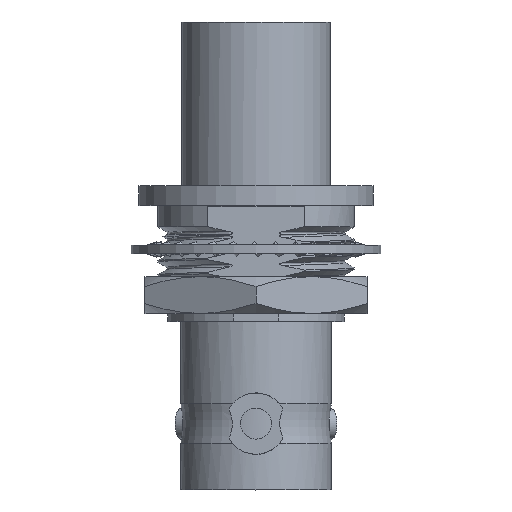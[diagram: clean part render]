
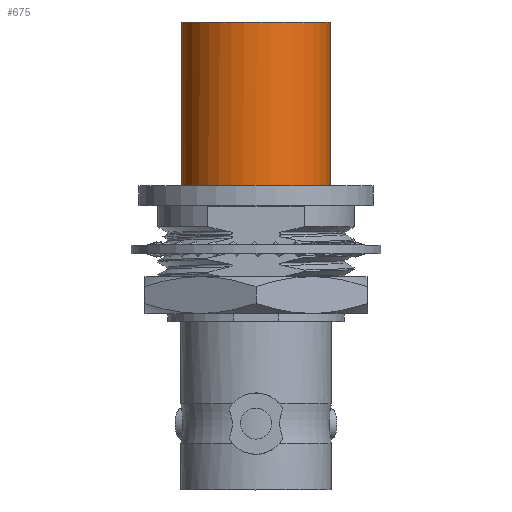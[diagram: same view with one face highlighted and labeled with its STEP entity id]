
A CAD part, top view. The second image highlights one B-rep face of the part: STEP entity #675.
In plain terms, the highlighted cylindrical face has radius 4.763 mm (diameter 9.525 mm), a full revolution.
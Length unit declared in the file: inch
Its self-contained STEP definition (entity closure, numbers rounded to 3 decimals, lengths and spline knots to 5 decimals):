
#675 = ADVANCED_FACE( '', ( #1580, #1581 ), #1582, .T. );
#1580 = FACE_OUTER_BOUND( '', #3772, .T. );
#1581 = FACE_OUTER_BOUND( '', #3773, .T. );
#1582 = CYLINDRICAL_SURFACE( '', #3774, 0.1875 );
#3772 = EDGE_LOOP( '', ( #8672 ) );
#3773 = EDGE_LOOP( '', ( #8673, #8674, #8675, #8676, #8677, #8678, #8679, #8680 ) );
#3774 = AXIS2_PLACEMENT_3D( '', #8681, #8682, #8683 );
#8672 = ORIENTED_EDGE( '', *, *, #11404, .F. );
#8673 = ORIENTED_EDGE( '', *, *, #10923, .F. );
#8674 = ORIENTED_EDGE( '', *, *, #10973, .F. );
#8675 = ORIENTED_EDGE( '', *, *, #11405, .T. );
#8676 = ORIENTED_EDGE( '', *, *, #11406, .T. );
#8677 = ORIENTED_EDGE( '', *, *, #11407, .F. );
#8678 = ORIENTED_EDGE( '', *, *, #11408, .T. );
#8679 = ORIENTED_EDGE( '', *, *, #11409, .F. );
#8680 = ORIENTED_EDGE( '', *, *, #11410, .T. );
#8681 = CARTESIAN_POINT( '', ( 0., -0.5, 0. ) );
#8682 = DIRECTION( '', ( 0., -1., 0. ) );
#8683 = DIRECTION( '', ( 1., 0., 0. ) );
#10923 = EDGE_CURVE( '', #12764, #12759, #12766, .T. );
#10973 = EDGE_CURVE( '', #12849, #12764, #12851, .T. );
#11404 = EDGE_CURVE( '', #13569, #13569, #13570, .T. );
#11405 = EDGE_CURVE( '', #12849, #13571, #13572, .T. );
#11406 = EDGE_CURVE( '', #13571, #13573, #13574, .T. );
#11407 = EDGE_CURVE( '', #13575, #13573, #13576, .T. );
#11408 = EDGE_CURVE( '', #13575, #13577, #13578, .T. );
#11409 = EDGE_CURVE( '', #13579, #13577, #13580, .T. );
#11410 = EDGE_CURVE( '', #13579, #12759, #13581, .T. );
#12759 = VERTEX_POINT( '', #16075 );
#12764 = VERTEX_POINT( '', #16081 );
#12766 = LINE( '', #16083, #16084 );
#12849 = VERTEX_POINT( '', #16236 );
#12851 = CIRCLE( '', #16238, 0.1875 );
#13569 = VERTEX_POINT( '', #17637 );
#13570 = CIRCLE( '', #17638, 0.1875 );
#13571 = VERTEX_POINT( '', #17639 );
#13572 = LINE( '', #17640, #17641 );
#13573 = VERTEX_POINT( '', #17642 );
#13574 = CIRCLE( '', #17643, 0.1875 );
#13575 = VERTEX_POINT( '', #17644 );
#13576 = LINE( '', #17645, #17646 );
#13577 = VERTEX_POINT( '', #17647 );
#13578 = CIRCLE( '', #17648, 0.1875 );
#13579 = VERTEX_POINT( '', #17649 );
#13580 = LINE( '', #17650, #17651 );
#13581 = CIRCLE( '', #17652, 0.1875 );
#16075 = CARTESIAN_POINT( '', ( 0.1644, 0.093, -0.09016 ) );
#16081 = CARTESIAN_POINT( '', ( 0.1644, 0.413, -0.09016 ) );
#16083 = CARTESIAN_POINT( '', ( 0.1644, 0.413, -0.09016 ) );
#16084 = VECTOR( '', #19599, 39.37008 );
#16236 = CARTESIAN_POINT( '', ( -0.1644, 0.413, -0.09016 ) );
#16238 = AXIS2_PLACEMENT_3D( '', #19655, #19656, #19657 );
#17637 = CARTESIAN_POINT( '', ( 0.1875, 0., 0. ) );
#17638 = AXIS2_PLACEMENT_3D( '', #20195, #20196, #20197 );
#17639 = CARTESIAN_POINT( '', ( -0.1644, 0.093, -0.09016 ) );
#17640 = CARTESIAN_POINT( '', ( -0.1644, 0.413, -0.09016 ) );
#17641 = VECTOR( '', #20198, 39.37008 );
#17642 = CARTESIAN_POINT( '', ( -0.07109, 0.093, -0.1735 ) );
#17643 = AXIS2_PLACEMENT_3D( '', #20199, #20200, #20201 );
#17644 = CARTESIAN_POINT( '', ( -0.07109, 0.038, -0.1735 ) );
#17645 = CARTESIAN_POINT( '', ( -0.07109, -0.5, -0.1735 ) );
#17646 = VECTOR( '', #20202, 39.37008 );
#17647 = CARTESIAN_POINT( '', ( 0.07109, 0.038, -0.1735 ) );
#17648 = AXIS2_PLACEMENT_3D( '', #20203, #20204, #20205 );
#17649 = CARTESIAN_POINT( '', ( 0.07109, 0.093, -0.1735 ) );
#17650 = CARTESIAN_POINT( '', ( 0.07109, -0.5, -0.1735 ) );
#17651 = VECTOR( '', #20206, 39.37008 );
#17652 = AXIS2_PLACEMENT_3D( '', #20207, #20208, #20209 );
#19599 = DIRECTION( '', ( 0., -1., 0. ) );
#19655 = CARTESIAN_POINT( '', ( 0., 0.413, 0. ) );
#19656 = DIRECTION( '', ( 0., 1., 0. ) );
#19657 = DIRECTION( '', ( 0., 0., -1. ) );
#20195 = CARTESIAN_POINT( '', ( 0., 0., 0. ) );
#20196 = DIRECTION( '', ( 0., -1., 0. ) );
#20197 = DIRECTION( '', ( 1., 0., 0. ) );
#20198 = DIRECTION( '', ( 0., -1., 0. ) );
#20199 = CARTESIAN_POINT( '', ( 0., 0.093, 0. ) );
#20200 = DIRECTION( '', ( 0., -1., 0. ) );
#20201 = DIRECTION( '', ( 1., 0., 0. ) );
#20202 = DIRECTION( '', ( 0., 1., 0. ) );
#20203 = CARTESIAN_POINT( '', ( 0., 0.038, 0. ) );
#20204 = DIRECTION( '', ( 0., -1., 0. ) );
#20205 = DIRECTION( '', ( 0., 0., -1. ) );
#20206 = DIRECTION( '', ( 0., -1., 0. ) );
#20207 = CARTESIAN_POINT( '', ( 0., 0.093, 0. ) );
#20208 = DIRECTION( '', ( 0., -1., 0. ) );
#20209 = DIRECTION( '', ( 1., 0., 0. ) );
